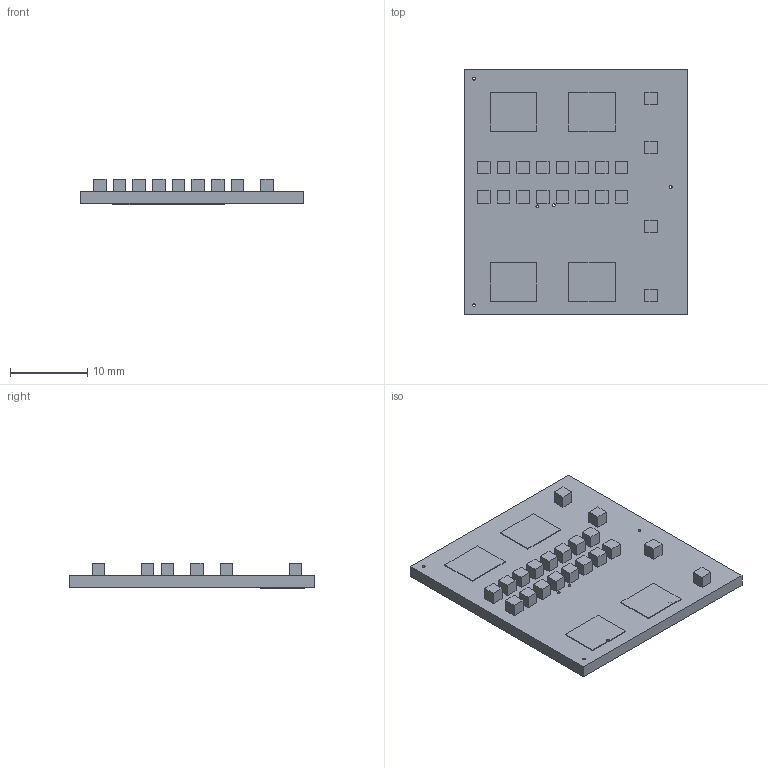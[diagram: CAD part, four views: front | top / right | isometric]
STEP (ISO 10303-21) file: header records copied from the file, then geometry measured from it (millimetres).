
FILE_DESCRIPTION(/* description */ (''),/* implementation_level */ '2;1');
FILE_NAME(/* name */ 'adapter_schem.stp',/* time_stamp */ '2020-04-18T10:55:09-05:00',/* author */ ('qiyua'),/* organization */ (''),/* preprocessor_version */ 'ST-DEVELOPER v17.2',/* originating_system */ 'Autodesk Inventor 2019',/* authorisation */ '');
FILE_SCHEMA (('AUTOMOTIVE_DESIGN { 1 0 10303 214 3 1 1 }'));
Length unit declared in the file: millimetre
Products named in the file (1): adapter_schem
Bounding box: 28.88 x 31.74 x 3.3 mm (x, y, z)
Volume: 1525.3 mm3; surface area: 2821.5 mm2
Topology: 26 solids, 26 shells, 183 faces, 393 edges, 262 vertices
Faces by surface type: plane 156, cylinder 27
Full cylindrical faces by diameter (mm): 0.35 x7, 0.813 x20
Entity records: 5076 total; most frequent: CARTESIAN_POINT 839, DIRECTION 815, ORIENTED_EDGE 786, EDGE_CURVE 393, LINE 339, VECTOR 339, VERTEX_POINT 262, AXIS2_PLACEMENT_3D 238
